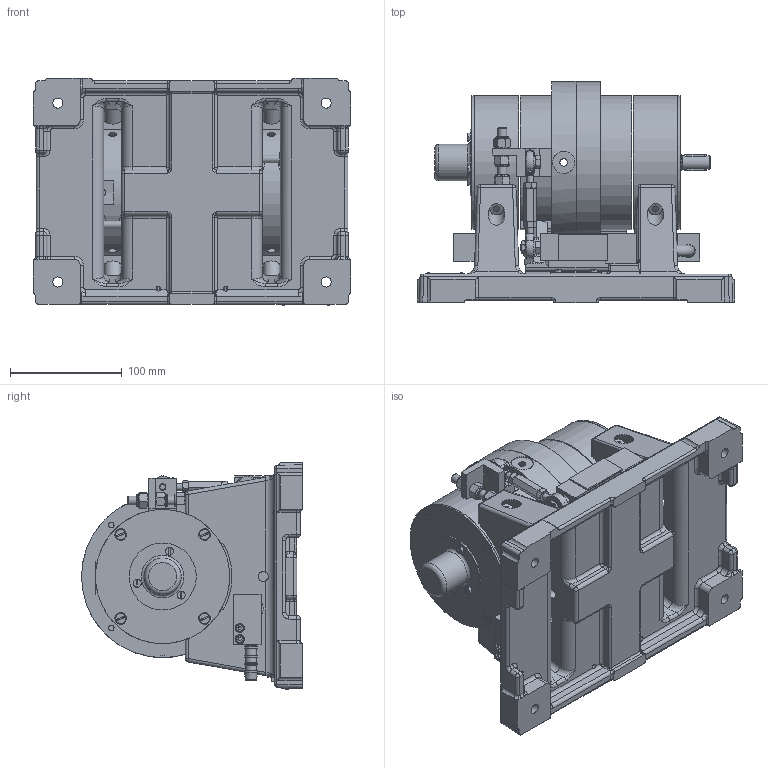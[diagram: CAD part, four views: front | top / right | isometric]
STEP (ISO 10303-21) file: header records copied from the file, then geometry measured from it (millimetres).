
FILE_DESCRIPTION (( 'STEP AP203' ), '1' );
FILE_NAME ('311-101-000-051_EF_1WB43.STEP', '2014-07-09T09:57:52', ( 'ajoy' ), ( 'Microsoft' ), 'SwSTEP 2.0', 'SolidWorks 2014', '' );
FILE_SCHEMA (( 'CONFIG_CONTROL_DESIGN' ));
Products named in the file (1): 311-101-000-051_EF_1WB43
Bounding box: 284.01 x 197.5 x 203.05 mm (x, y, z)
Surface area: 436031.1 mm2 (no closed solid volume)
Topology: 0 solids, 179 shells, 1206 faces, 6188 edges, 4997 vertices
Faces by surface type: plane 542, cylinder 353, bspline 122, torus 93, cone 61, sphere 35
Full cylindrical faces by diameter (mm): 1 x5, 1.5 x1, 1.8 x4, 4 x2, 4.2 x2, 4.3 x1, 5 x4, 5.5 x2, 6 x2, 7 x7, 8 x7, 8.5 x4, 8.6 x1, 9 x10, 9.7 x2, 10 x12, 10.4 x8, 11 x8, 11.5 x6, 12 x7, 12.5 x1, 13 x1, 14 x1, 15 x5, 18 x3, 20 x5, 22 x4, 27 x1, 33 x1, 60 x1
Entity records: 73699 total; most frequent: CARTESIAN_POINT 31640, ORIENTED_EDGE 7633, DIRECTION 7042, EDGE_CURVE 5837, VERTEX_POINT 4922, VECTOR 2730, LINE 2730, AXIS2_PLACEMENT_3D 2156
